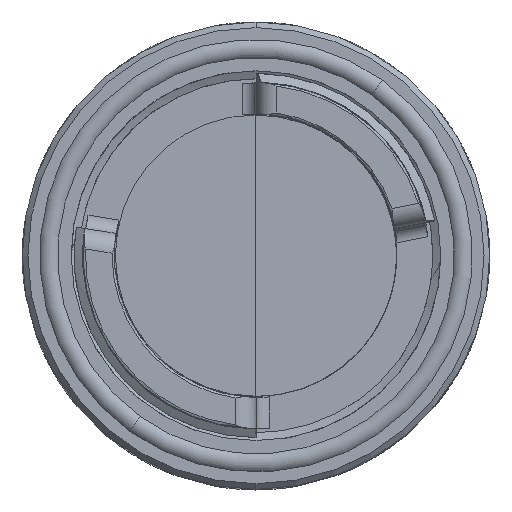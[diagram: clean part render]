
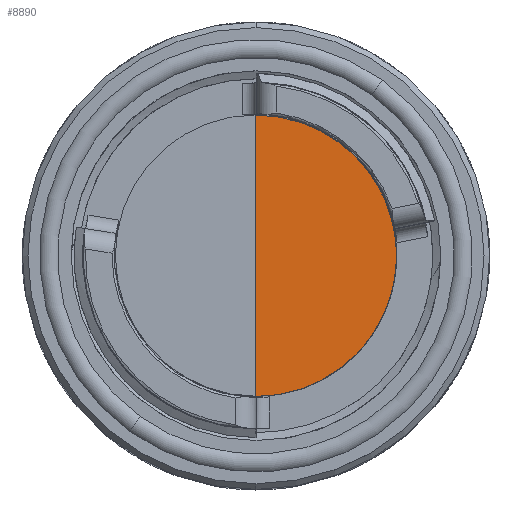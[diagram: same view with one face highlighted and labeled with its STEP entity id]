
A CAD part, top view. The second image highlights one B-rep face of the part: STEP entity #8890.
In plain terms, the highlighted planar face has unit normal (0, 0, 1).
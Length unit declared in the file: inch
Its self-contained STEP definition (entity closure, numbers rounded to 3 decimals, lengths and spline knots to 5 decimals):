
#950 = CARTESIAN_POINT ( 'NONE',  ( -0.003, 0., -0.741 ) ) ;
#1138 = AXIS2_PLACEMENT_3D ( 'NONE', #2532, #6676, #2490 ) ;
#1286 = VECTOR ( 'NONE', #8078, 39.37008 ) ;
#1289 = AXIS2_PLACEMENT_3D ( 'NONE', #8747, #2666, #4038 ) ;
#2490 = DIRECTION ( 'NONE',  ( 1., 0., 0. ) ) ;
#2532 = CARTESIAN_POINT ( 'NONE',  ( 0., 0., -0.741 ) ) ;
#2666 = DIRECTION ( 'NONE',  ( 0., 0., -1. ) ) ;
#3791 = EDGE_CURVE ( 'NONE', #7795, #5312, #5281, .T. ) ;
#4038 = DIRECTION ( 'NONE',  ( -1., 0., 0. ) ) ;
#4636 = PLANE ( 'NONE',  #1289 ) ;
#4669 = EDGE_LOOP ( 'NONE', ( #8436, #7137 ) ) ;
#5018 = CARTESIAN_POINT ( 'NONE',  ( -0.003, 0.62449, -0.741 ) ) ;
#5281 = LINE ( 'NONE', #950, #1286 ) ;
#5289 = CARTESIAN_POINT ( 'NONE',  ( -0.003, -0.62449, -0.741 ) ) ;
#5308 = FACE_OUTER_BOUND ( 'NONE', #4669, .T. ) ;
#5312 = VERTEX_POINT ( 'NONE', #5018 ) ;
#6370 = CIRCLE ( 'NONE', #1138, 0.62449 ) ;
#6676 = DIRECTION ( 'NONE',  ( 0., 0., 1. ) ) ;
#7137 = ORIENTED_EDGE ( 'NONE', *, *, #8952, .T. ) ;
#7795 = VERTEX_POINT ( 'NONE', #5289 ) ;
#8078 = DIRECTION ( 'NONE',  ( 0., 1., 0. ) ) ;
#8436 = ORIENTED_EDGE ( 'NONE', *, *, #3791, .F. ) ;
#8747 = CARTESIAN_POINT ( 'NONE',  ( 0., 0., -0.741 ) ) ;
#8890 = ADVANCED_FACE ( 'NONE', ( #5308 ), #4636, .F. ) ;
#8952 = EDGE_CURVE ( 'NONE', #7795, #5312, #6370, .T. ) ;
